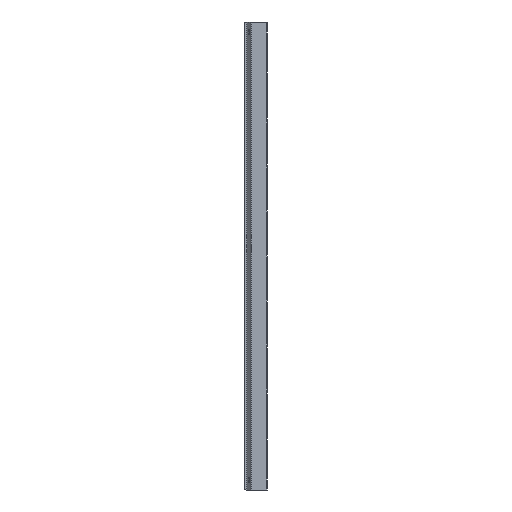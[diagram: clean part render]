
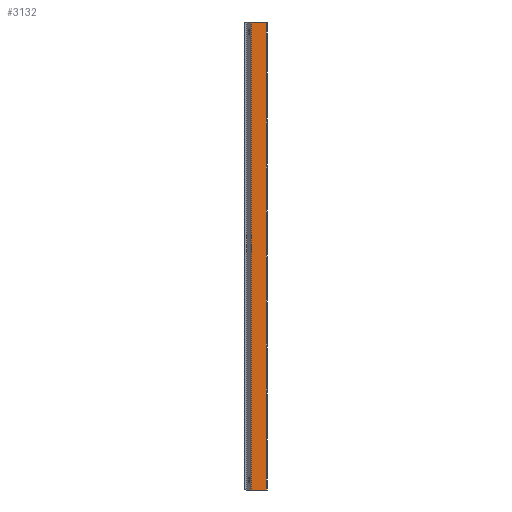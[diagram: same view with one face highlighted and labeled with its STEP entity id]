
A CAD part, left-side view. The second image highlights one B-rep face of the part: STEP entity #3132.
In plain terms, the highlighted planar face has unit normal (-1, 0, 0).
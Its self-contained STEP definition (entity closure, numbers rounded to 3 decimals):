
#205=DIRECTION('',(0.,0.,1.));
#206=VECTOR('',#205,21.2);
#207=CARTESIAN_POINT('',(0.,2.035,0.));
#208=LINE('',#207,#206);
#228=CARTESIAN_POINT('',(0.,2.035,121.2));
#264=CARTESIAN_POINT('',(0.,2.035,73.8));
#266=DIRECTION('',(0.,0.,1.));
#267=VECTOR('',#266,47.4);
#268=CARTESIAN_POINT('',(0.,2.035,73.8));
#269=LINE('',#268,#267);
#270=CARTESIAN_POINT('',(0.,2.035,221.2));
#306=CARTESIAN_POINT('',(0.,2.035,173.8));
#308=DIRECTION('',(0.,0.,1.));
#309=VECTOR('',#308,47.4);
#310=CARTESIAN_POINT('',(0.,2.035,173.8));
#311=LINE('',#310,#309);
#312=CARTESIAN_POINT('',(0.,2.035,321.2));
#348=CARTESIAN_POINT('',(0.,2.035,273.8));
#350=DIRECTION('',(0.,0.,1.));
#351=VECTOR('',#350,47.4);
#352=CARTESIAN_POINT('',(0.,2.035,273.8));
#353=LINE('',#352,#351);
#354=CARTESIAN_POINT('',(0.,2.035,421.2));
#390=CARTESIAN_POINT('',(0.,2.035,373.8));
#392=DIRECTION('',(0.,0.,1.));
#393=VECTOR('',#392,47.4);
#394=CARTESIAN_POINT('',(0.,2.035,373.8));
#395=LINE('',#394,#393);
#396=CARTESIAN_POINT('',(0.,2.035,521.2));
#432=CARTESIAN_POINT('',(0.,2.035,473.8));
#434=DIRECTION('',(0.,0.,1.));
#435=VECTOR('',#434,47.4);
#436=CARTESIAN_POINT('',(0.,2.035,473.8));
#437=LINE('',#436,#435);
#438=CARTESIAN_POINT('',(0.,2.035,621.2));
#474=CARTESIAN_POINT('',(0.,2.035,573.8));
#476=DIRECTION('',(0.,0.,1.));
#477=VECTOR('',#476,47.4);
#478=CARTESIAN_POINT('',(0.,2.035,573.8));
#479=LINE('',#478,#477);
#480=CARTESIAN_POINT('',(0.,2.035,721.2));
#516=CARTESIAN_POINT('',(0.,2.035,673.8));
#518=DIRECTION('',(0.,0.,1.));
#519=VECTOR('',#518,47.4);
#520=CARTESIAN_POINT('',(0.,2.035,673.8));
#521=LINE('',#520,#519);
#522=CARTESIAN_POINT('',(0.,2.035,821.2));
#558=CARTESIAN_POINT('',(0.,2.035,773.8));
#560=DIRECTION('',(0.,0.,1.));
#561=VECTOR('',#560,47.4);
#562=CARTESIAN_POINT('',(0.,2.035,773.8));
#563=LINE('',#562,#561);
#581=CARTESIAN_POINT('',(0.,2.035,973.8));
#583=DIRECTION('',(0.,0.,1.));
#584=VECTOR('',#583,21.2);
#585=CARTESIAN_POINT('',(0.,2.035,973.8));
#586=LINE('',#585,#584);
#587=CARTESIAN_POINT('',(0.,2.035,921.2));
#623=CARTESIAN_POINT('',(0.,2.035,873.8));
#625=DIRECTION('',(0.,0.,1.));
#626=VECTOR('',#625,47.4);
#627=CARTESIAN_POINT('',(0.,2.035,873.8));
#628=LINE('',#627,#626);
#629=DIRECTION('',(0.,0.,1.));
#630=VECTOR('',#629,52.6);
#631=CARTESIAN_POINT('',(0.,2.035,821.2));
#632=LINE('',#631,#630);
#633=DIRECTION('',(0.,0.,1.));
#634=VECTOR('',#633,52.6);
#635=CARTESIAN_POINT('',(0.,2.035,721.2));
#636=LINE('',#635,#634);
#637=DIRECTION('',(0.,0.,1.));
#638=VECTOR('',#637,52.6);
#639=CARTESIAN_POINT('',(0.,2.035,621.2));
#640=LINE('',#639,#638);
#641=DIRECTION('',(0.,0.,1.));
#642=VECTOR('',#641,52.6);
#643=CARTESIAN_POINT('',(0.,2.035,521.2));
#644=LINE('',#643,#642);
#645=DIRECTION('',(0.,0.,1.));
#646=VECTOR('',#645,52.6);
#647=CARTESIAN_POINT('',(0.,2.035,421.2));
#648=LINE('',#647,#646);
#649=DIRECTION('',(0.,0.,1.));
#650=VECTOR('',#649,52.6);
#651=CARTESIAN_POINT('',(0.,2.035,321.2));
#652=LINE('',#651,#650);
#653=DIRECTION('',(0.,0.,1.));
#654=VECTOR('',#653,52.6);
#655=CARTESIAN_POINT('',(0.,2.035,221.2));
#656=LINE('',#655,#654);
#657=DIRECTION('',(0.,0.,1.));
#658=VECTOR('',#657,52.6);
#659=CARTESIAN_POINT('',(0.,2.035,121.2));
#660=LINE('',#659,#658);
#661=DIRECTION('',(0.,0.,1.));
#662=VECTOR('',#661,52.6);
#663=CARTESIAN_POINT('',(0.,2.035,21.2));
#664=LINE('',#663,#662);
#665=DIRECTION('',(0.,0.,1.));
#666=VECTOR('',#665,995.);
#667=CARTESIAN_POINT('',(0.,34.477,0.));
#668=LINE('',#667,#666);
#669=DIRECTION('',(0.,0.,1.));
#670=VECTOR('',#669,52.6);
#671=CARTESIAN_POINT('',(0.,2.035,921.2));
#672=LINE('',#671,#670);
#1133=DIRECTION('',(0.,-1.,0.));
#1134=VECTOR('',#1133,32.443);
#1135=CARTESIAN_POINT('',(0.,34.477,995.));
#1136=LINE('',#1135,#1134);
#1177=DIRECTION('',(0.,-1.,0.));
#1178=VECTOR('',#1177,32.443);
#1179=CARTESIAN_POINT('',(0.,34.477,0.));
#1180=LINE('',#1179,#1178);
#2277=CARTESIAN_POINT('',(0.,34.477,0.));
#2278=CARTESIAN_POINT('',(0.,2.035,0.));
#2279=VERTEX_POINT('',#2277);
#2280=VERTEX_POINT('',#2278);
#2289=CARTESIAN_POINT('',(0.,34.477,995.));
#2290=CARTESIAN_POINT('',(0.,2.035,995.));
#2291=VERTEX_POINT('',#2289);
#2292=VERTEX_POINT('',#2290);
#2457=CARTESIAN_POINT('',(0.,2.035,21.2));
#2458=VERTEX_POINT('',#2457);
#2485=VERTEX_POINT('',#264);
#2631=VERTEX_POINT('',#228);
#2632=VERTEX_POINT('',#270);
#2633=VERTEX_POINT('',#306);
#2634=VERTEX_POINT('',#312);
#2635=VERTEX_POINT('',#348);
#2636=VERTEX_POINT('',#354);
#2637=VERTEX_POINT('',#390);
#2638=VERTEX_POINT('',#396);
#2639=VERTEX_POINT('',#432);
#2640=VERTEX_POINT('',#438);
#2641=VERTEX_POINT('',#474);
#2642=VERTEX_POINT('',#480);
#2643=VERTEX_POINT('',#516);
#2644=VERTEX_POINT('',#522);
#2645=VERTEX_POINT('',#558);
#2646=VERTEX_POINT('',#581);
#2647=VERTEX_POINT('',#587);
#2648=VERTEX_POINT('',#623);
#3088=CARTESIAN_POINT('',(0.,34.477,0.));
#3089=DIRECTION('',(-1.,0.,0.));
#3090=DIRECTION('',(0.,-1.,0.));
#3091=AXIS2_PLACEMENT_3D('',#3088,#3089,#3090);
#3092=PLANE('',#3091);
#3093=ORIENTED_EDGE('',*,*,#3083,.F.);
#3095=ORIENTED_EDGE('',*,*,#3094,.F.);
#3096=ORIENTED_EDGE('',*,*,#3054,.F.);
#3098=ORIENTED_EDGE('',*,*,#3097,.F.);
#3099=ORIENTED_EDGE('',*,*,#3039,.F.);
#3101=ORIENTED_EDGE('',*,*,#3100,.F.);
#3102=ORIENTED_EDGE('',*,*,#3024,.F.);
#3104=ORIENTED_EDGE('',*,*,#3103,.F.);
#3105=ORIENTED_EDGE('',*,*,#3009,.F.);
#3107=ORIENTED_EDGE('',*,*,#3106,.F.);
#3108=ORIENTED_EDGE('',*,*,#2994,.F.);
#3110=ORIENTED_EDGE('',*,*,#3109,.F.);
#3111=ORIENTED_EDGE('',*,*,#2979,.F.);
#3113=ORIENTED_EDGE('',*,*,#3112,.F.);
#3114=ORIENTED_EDGE('',*,*,#2964,.F.);
#3116=ORIENTED_EDGE('',*,*,#3115,.F.);
#3117=ORIENTED_EDGE('',*,*,#2949,.F.);
#3119=ORIENTED_EDGE('',*,*,#3118,.F.);
#3120=ORIENTED_EDGE('',*,*,#2929,.F.);
#3122=ORIENTED_EDGE('',*,*,#3121,.F.);
#3124=ORIENTED_EDGE('',*,*,#3123,.T.);
#3126=ORIENTED_EDGE('',*,*,#3125,.T.);
#3127=ORIENTED_EDGE('',*,*,#3066,.F.);
#3129=ORIENTED_EDGE('',*,*,#3128,.F.);
#3130=EDGE_LOOP('',(#3093,#3095,#3096,#3098,#3099,#3101,#3102,#3104,#3105,#3107,
#3108,#3110,#3111,#3113,#3114,#3116,#3117,#3119,#3120,#3122,#3124,#3126,#3127,
#3129));
#3131=FACE_OUTER_BOUND('',#3130,.F.);
#3132=ADVANCED_FACE('',(#3131),#3092,.T.);
#2929=EDGE_CURVE('',#2280,#2458,#208,.T.);
#2949=EDGE_CURVE('',#2485,#2631,#269,.T.);
#2964=EDGE_CURVE('',#2633,#2632,#311,.T.);
#2979=EDGE_CURVE('',#2635,#2634,#353,.T.);
#2994=EDGE_CURVE('',#2637,#2636,#395,.T.);
#3009=EDGE_CURVE('',#2639,#2638,#437,.T.);
#3024=EDGE_CURVE('',#2641,#2640,#479,.T.);
#3039=EDGE_CURVE('',#2643,#2642,#521,.T.);
#3054=EDGE_CURVE('',#2645,#2644,#563,.T.);
#3066=EDGE_CURVE('',#2646,#2292,#586,.T.);
#3083=EDGE_CURVE('',#2648,#2647,#628,.T.);
#3094=EDGE_CURVE('',#2644,#2648,#632,.T.);
#3097=EDGE_CURVE('',#2642,#2645,#636,.T.);
#3100=EDGE_CURVE('',#2640,#2643,#640,.T.);
#3103=EDGE_CURVE('',#2638,#2641,#644,.T.);
#3106=EDGE_CURVE('',#2636,#2639,#648,.T.);
#3109=EDGE_CURVE('',#2634,#2637,#652,.T.);
#3112=EDGE_CURVE('',#2632,#2635,#656,.T.);
#3115=EDGE_CURVE('',#2631,#2633,#660,.T.);
#3118=EDGE_CURVE('',#2458,#2485,#664,.T.);
#3121=EDGE_CURVE('',#2279,#2280,#1180,.T.);
#3123=EDGE_CURVE('',#2279,#2291,#668,.T.);
#3125=EDGE_CURVE('',#2291,#2292,#1136,.T.);
#3128=EDGE_CURVE('',#2647,#2646,#672,.T.);
